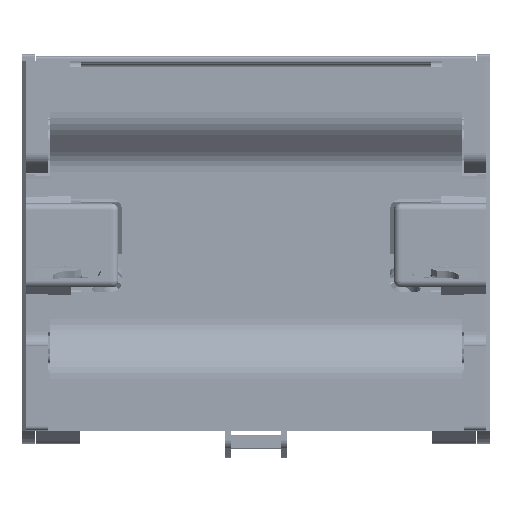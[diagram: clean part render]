
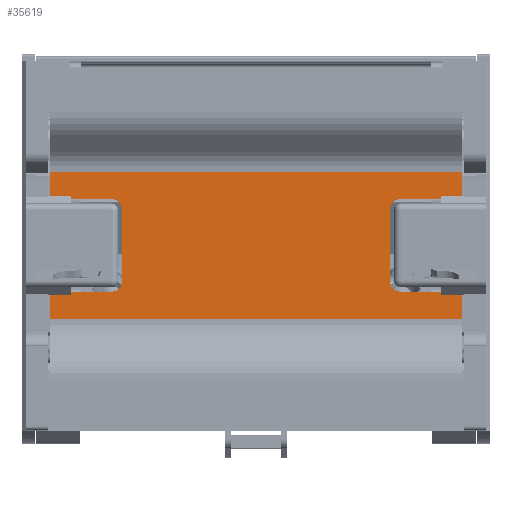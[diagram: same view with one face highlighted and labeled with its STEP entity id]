
A CAD part, front view. The second image highlights one B-rep face of the part: STEP entity #35619.
In plain terms, the highlighted face is planar.
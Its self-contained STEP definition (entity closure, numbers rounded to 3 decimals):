
#779 = VERTEX_POINT ( 'NONE', #37611 ) ;
#1096 = ORIENTED_EDGE ( 'NONE', *, *, #9674, .T. ) ;
#1367 = CARTESIAN_POINT ( 'NONE',  ( 32.05, -8.3, 0. ) ) ;
#1988 = DIRECTION ( 'NONE',  ( 1., 0., 0. ) ) ;
#2110 = EDGE_CURVE ( 'NONE', #6235, #20276, #27492, .T. ) ;
#2217 = CARTESIAN_POINT ( 'NONE',  ( -32.05, 10.3, 0. ) ) ;
#2508 = VERTEX_POINT ( 'NONE', #26375 ) ;
#3100 = ORIENTED_EDGE ( 'NONE', *, *, #43187, .T. ) ;
#3675 = CARTESIAN_POINT ( 'NONE',  ( -30.05, -8.3, 0. ) ) ;
#3751 = CARTESIAN_POINT ( 'NONE',  ( -32.05, -10.3, 0. ) ) ;
#4212 = CARTESIAN_POINT ( 'NONE',  ( -46.05, -16.5, 0. ) ) ;
#5124 = CARTESIAN_POINT ( 'NONE',  ( -46.05, 10.3, 0. ) ) ;
#5329 = CARTESIAN_POINT ( 'NONE',  ( 30.05, -8.3, 0. ) ) ;
#5717 = CARTESIAN_POINT ( 'NONE',  ( -32.05, 8.3, 0. ) ) ;
#5942 = DIRECTION ( 'NONE',  ( 0., 0., 1. ) ) ;
#6235 = VERTEX_POINT ( 'NONE', #3751 ) ;
#6271 = VECTOR ( 'NONE', #11072, 1000. ) ;
#6283 = ORIENTED_EDGE ( 'NONE', *, *, #6382, .F. ) ;
#6329 = EDGE_CURVE ( 'NONE', #779, #10017, #40313, .T. ) ;
#6382 = EDGE_CURVE ( 'NONE', #28989, #15687, #11868, .T. ) ;
#6896 = ORIENTED_EDGE ( 'NONE', *, *, #12690, .F. ) ;
#7387 = CARTESIAN_POINT ( 'NONE',  ( 30.05, 8.3, 0. ) ) ;
#8195 = LINE ( 'NONE', #29606, #13911 ) ;
#8655 = CIRCLE ( 'NONE', #16105, 2. ) ;
#9059 = ORIENTED_EDGE ( 'NONE', *, *, #33816, .F. ) ;
#9301 = DIRECTION ( 'NONE',  ( 0., 1., 0. ) ) ;
#9428 = ORIENTED_EDGE ( 'NONE', *, *, #42160, .T. ) ;
#9674 = EDGE_CURVE ( 'NONE', #23109, #44938, #42440, .T. ) ;
#9836 = VECTOR ( 'NONE', #44278, 1000. ) ;
#9880 = CARTESIAN_POINT ( 'NONE',  ( 32.05, -10.3, 0. ) ) ;
#10017 = VERTEX_POINT ( 'NONE', #24608 ) ;
#10447 = LINE ( 'NONE', #33776, #24006 ) ;
#10669 = ORIENTED_EDGE ( 'NONE', *, *, #19954, .T. ) ;
#11057 = LINE ( 'NONE', #35757, #28273 ) ;
#11072 = DIRECTION ( 'NONE',  ( 0., 1., 0. ) ) ;
#11232 = ORIENTED_EDGE ( 'NONE', *, *, #30703, .F. ) ;
#11460 = ORIENTED_EDGE ( 'NONE', *, *, #15982, .F. ) ;
#11504 = VERTEX_POINT ( 'NONE', #24794 ) ;
#11527 = DIRECTION ( 'NONE',  ( -1., 0., 0. ) ) ;
#11868 = LINE ( 'NONE', #12568, #16507 ) ;
#12568 = CARTESIAN_POINT ( 'NONE',  ( 46.05, -16.5, 0. ) ) ;
#12690 = EDGE_CURVE ( 'NONE', #19038, #11504, #8655, .T. ) ;
#12960 = CARTESIAN_POINT ( 'NONE',  ( 46.05, -16.5, 0. ) ) ;
#13028 = CIRCLE ( 'NONE', #14515, 2. ) ;
#13588 = DIRECTION ( 'NONE',  ( 1., 0., 0. ) ) ;
#13689 = VECTOR ( 'NONE', #14161, 1000. ) ;
#13703 = VERTEX_POINT ( 'NONE', #5329 ) ;
#13911 = VECTOR ( 'NONE', #14968, 1000. ) ;
#14147 = DIRECTION ( 'NONE',  ( -1., 0., 0. ) ) ;
#14161 = DIRECTION ( 'NONE',  ( 0., 1., 0. ) ) ;
#14515 = AXIS2_PLACEMENT_3D ( 'NONE', #1367, #14873, #40500 ) ;
#14661 = ORIENTED_EDGE ( 'NONE', *, *, #34113, .T. ) ;
#14873 = DIRECTION ( 'NONE',  ( 0., 0., -1. ) ) ;
#14968 = DIRECTION ( 'NONE',  ( 1., 0., 0. ) ) ;
#15014 = EDGE_CURVE ( 'NONE', #44938, #2508, #42073, .T. ) ;
#15687 = VERTEX_POINT ( 'NONE', #27474 ) ;
#15982 = EDGE_CURVE ( 'NONE', #38001, #13703, #13028, .T. ) ;
#16105 = AXIS2_PLACEMENT_3D ( 'NONE', #46059, #17175, #14147 ) ;
#16462 = CARTESIAN_POINT ( 'NONE',  ( -46.05, -16.5, 0. ) ) ;
#16507 = VECTOR ( 'NONE', #9301, 1000. ) ;
#16734 = VECTOR ( 'NONE', #45703, 1000. ) ;
#17175 = DIRECTION ( 'NONE',  ( 0., 0., -1. ) ) ;
#18858 = CARTESIAN_POINT ( 'NONE',  ( -46.05, -16.5, 0. ) ) ;
#19038 = VERTEX_POINT ( 'NONE', #7387 ) ;
#19155 = PLANE ( 'NONE',  #32406 ) ;
#19299 = DIRECTION ( 'NONE',  ( -1., 0., 0. ) ) ;
#19796 = DIRECTION ( 'NONE',  ( 0., 1., 0. ) ) ;
#19954 = EDGE_CURVE ( 'NONE', #43186, #779, #44710, .T. ) ;
#20276 = VERTEX_POINT ( 'NONE', #3675 ) ;
#20482 = DIRECTION ( 'NONE',  ( 0., 1., 0. ) ) ;
#21737 = CARTESIAN_POINT ( 'NONE',  ( 46.05, 10.3, 0. ) ) ;
#22347 = CARTESIAN_POINT ( 'NONE',  ( 46.05, -10.3, 0. ) ) ;
#22671 = FACE_OUTER_BOUND ( 'NONE', #37169, .T. ) ;
#23109 = VERTEX_POINT ( 'NONE', #12960 ) ;
#23368 = EDGE_CURVE ( 'NONE', #15687, #10017, #11057, .T. ) ;
#23504 = ORIENTED_EDGE ( 'NONE', *, *, #23368, .F. ) ;
#23649 = AXIS2_PLACEMENT_3D ( 'NONE', #5717, #41785, #13588 ) ;
#24006 = VECTOR ( 'NONE', #20482, 1000. ) ;
#24608 = CARTESIAN_POINT ( 'NONE',  ( -46.05, 16.5, 0. ) ) ;
#24663 = CARTESIAN_POINT ( 'NONE',  ( 46.05, 10.3, 0. ) ) ;
#24794 = CARTESIAN_POINT ( 'NONE',  ( 32.05, 10.3, 0. ) ) ;
#24831 = VERTEX_POINT ( 'NONE', #41961 ) ;
#25974 = VECTOR ( 'NONE', #19299, 1000. ) ;
#26190 = VECTOR ( 'NONE', #19796, 1000. ) ;
#26375 = CARTESIAN_POINT ( 'NONE',  ( -46.05, -10.3, 0. ) ) ;
#26487 = ORIENTED_EDGE ( 'NONE', *, *, #2110, .T. ) ;
#26735 = EDGE_CURVE ( 'NONE', #11504, #28989, #45856, .T. ) ;
#27474 = CARTESIAN_POINT ( 'NONE',  ( 46.05, 16.5, 0. ) ) ;
#27492 = CIRCLE ( 'NONE', #31191, 2. ) ;
#28011 = ORIENTED_EDGE ( 'NONE', *, *, #26735, .F. ) ;
#28273 = VECTOR ( 'NONE', #11527, 1000. ) ;
#28989 = VERTEX_POINT ( 'NONE', #21737 ) ;
#29606 = CARTESIAN_POINT ( 'NONE',  ( -46.05, -10.3, 0. ) ) ;
#30703 = EDGE_CURVE ( 'NONE', #40761, #38001, #44047, .T. ) ;
#30759 = ORIENTED_EDGE ( 'NONE', *, *, #30855, .F. ) ;
#30855 = EDGE_CURVE ( 'NONE', #13703, #19038, #10447, .T. ) ;
#31101 = DIRECTION ( 'NONE',  ( 0., 1., 0. ) ) ;
#31191 = AXIS2_PLACEMENT_3D ( 'NONE', #34560, #5942, #1988 ) ;
#32406 = AXIS2_PLACEMENT_3D ( 'NONE', #44109, #36890, #37583 ) ;
#33080 = ORIENTED_EDGE ( 'NONE', *, *, #6329, .T. ) ;
#33776 = CARTESIAN_POINT ( 'NONE',  ( 30.05, 8.3, 0. ) ) ;
#33816 = EDGE_CURVE ( 'NONE', #23109, #40761, #35122, .T. ) ;
#34113 = EDGE_CURVE ( 'NONE', #20276, #24831, #42538, .T. ) ;
#34560 = CARTESIAN_POINT ( 'NONE',  ( -32.05, -8.3, 0. ) ) ;
#34624 = VECTOR ( 'NONE', #31101, 1000. ) ;
#34826 = CARTESIAN_POINT ( 'NONE',  ( -30.05, 8.3, 0. ) ) ;
#34970 = CARTESIAN_POINT ( 'NONE',  ( 46.05, -16.5, 0. ) ) ;
#35122 = LINE ( 'NONE', #46071, #13689 ) ;
#35145 = DIRECTION ( 'NONE',  ( 1., 0., 0. ) ) ;
#35619 = ADVANCED_FACE ( 'NONE', ( #22671 ), #19155, .F. ) ;
#35757 = CARTESIAN_POINT ( 'NONE',  ( 46.05, 16.5, 0. ) ) ;
#36079 = ORIENTED_EDGE ( 'NONE', *, *, #15014, .T. ) ;
#36890 = DIRECTION ( 'NONE',  ( 0., 0., 1. ) ) ;
#37169 = EDGE_LOOP ( 'NONE', ( #6283, #28011, #6896, #30759, #11460, #11232, #9059, #1096, #36079, #9428, #26487, #14661, #3100, #10669, #33080, #23504 ) ) ;
#37583 = DIRECTION ( 'NONE',  ( 1., 0., 0. ) ) ;
#37611 = CARTESIAN_POINT ( 'NONE',  ( -46.05, 10.3, 0. ) ) ;
#38001 = VERTEX_POINT ( 'NONE', #9880 ) ;
#38049 = VECTOR ( 'NONE', #35145, 1000. ) ;
#40313 = LINE ( 'NONE', #18858, #26190 ) ;
#40500 = DIRECTION ( 'NONE',  ( -1., 0., 0. ) ) ;
#40761 = VERTEX_POINT ( 'NONE', #22347 ) ;
#41785 = DIRECTION ( 'NONE',  ( 0., 0., 1. ) ) ;
#41961 = CARTESIAN_POINT ( 'NONE',  ( -30.05, 8.3, 0. ) ) ;
#42073 = LINE ( 'NONE', #16462, #34624 ) ;
#42160 = EDGE_CURVE ( 'NONE', #2508, #6235, #8195, .T. ) ;
#42440 = LINE ( 'NONE', #34970, #16734 ) ;
#42538 = LINE ( 'NONE', #34826, #6271 ) ;
#43186 = VERTEX_POINT ( 'NONE', #2217 ) ;
#43187 = EDGE_CURVE ( 'NONE', #24831, #43186, #43757, .T. ) ;
#43757 = CIRCLE ( 'NONE', #23649, 2. ) ;
#44047 = LINE ( 'NONE', #44970, #9836 ) ;
#44109 = CARTESIAN_POINT ( 'NONE',  ( 46.05, -16.5, 0. ) ) ;
#44278 = DIRECTION ( 'NONE',  ( -1., 0., 0. ) ) ;
#44710 = LINE ( 'NONE', #5124, #25974 ) ;
#44938 = VERTEX_POINT ( 'NONE', #4212 ) ;
#44970 = CARTESIAN_POINT ( 'NONE',  ( 46.05, -10.3, 0. ) ) ;
#45703 = DIRECTION ( 'NONE',  ( -1., 0., 0. ) ) ;
#45856 = LINE ( 'NONE', #24663, #38049 ) ;
#46059 = CARTESIAN_POINT ( 'NONE',  ( 32.05, 8.3, 0. ) ) ;
#46071 = CARTESIAN_POINT ( 'NONE',  ( 46.05, -16.5, 0. ) ) ;
